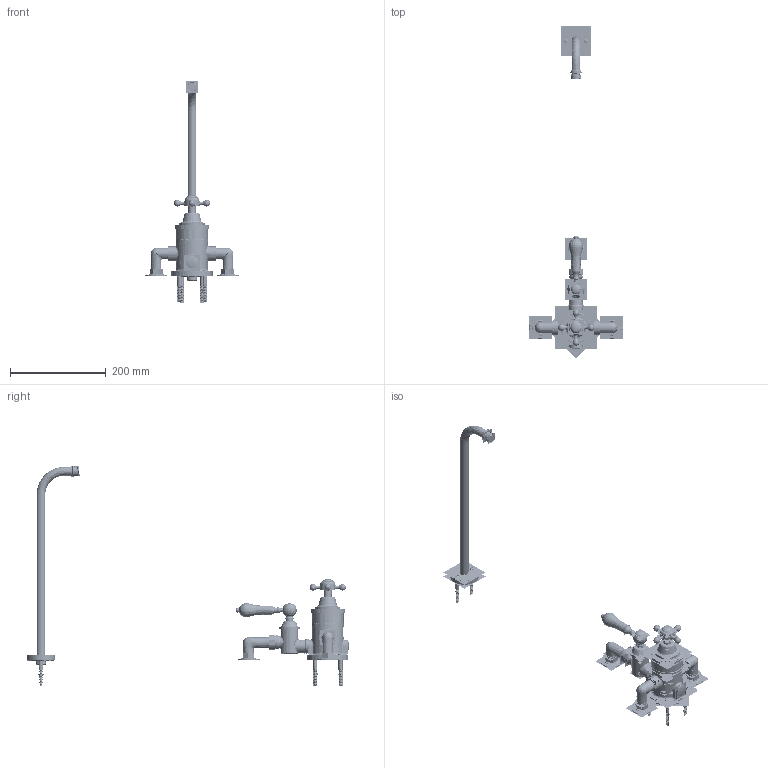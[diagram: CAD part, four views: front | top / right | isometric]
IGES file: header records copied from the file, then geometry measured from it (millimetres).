
Start section:  PTC IGES file: af1s-sl0007-23.igs
Global section: file name: af1s-sl0007-23.igs; native system: Creo Elements/Pro by Parametric Technology Corporation; preprocessor: 2011080; author: Administrator; organization: Unknown; date: 20150425.135302; units: millimetre
Bounding box: 197.54 x 694.47 x 462.64 mm (x, y, z)
Volume: 489663.5 mm3; surface area: 2537198.4 mm2
Topology: 111 solids, 113 shells, 19974 faces, 112050 edges, 146046 vertices
Faces by surface type: revolution 15642, bspline 4332
